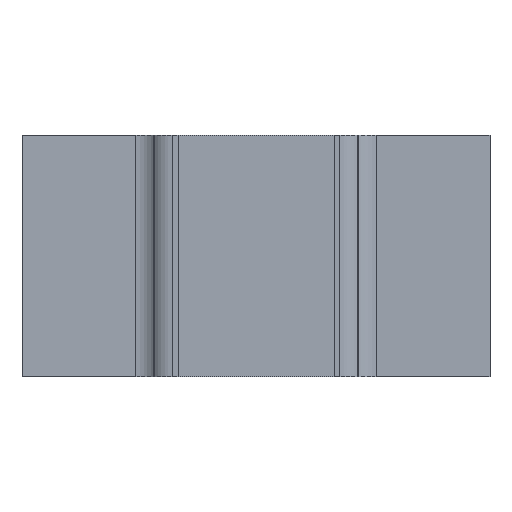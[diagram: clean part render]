
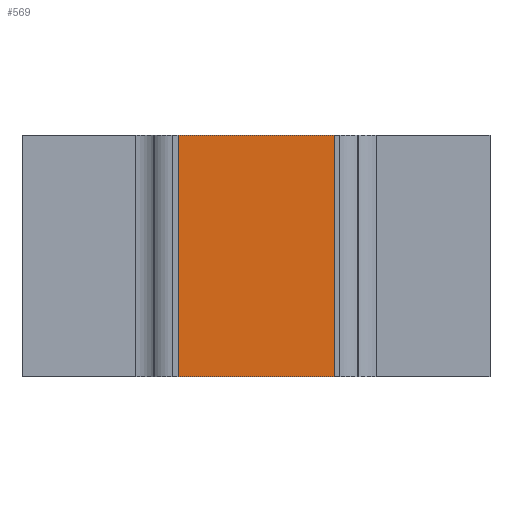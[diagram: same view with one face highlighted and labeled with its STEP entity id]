
A CAD part, top view. The second image highlights one B-rep face of the part: STEP entity #569.
In plain terms, the highlighted planar face has unit normal (0, 0, 1).
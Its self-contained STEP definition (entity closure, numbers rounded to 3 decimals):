
#39=PLANE($,#624);
#71=FACE_OUTER_BOUND($,#103,.T.);
#103=EDGE_LOOP($,(#511,#512,#513,#514));
#159=LINE($,#930,#221);
#160=LINE($,#932,#222);
#161=LINE($,#934,#223);
#162=LINE($,#935,#224);
#221=VECTOR($,#768,5.);
#222=VECTOR($,#769,7.75);
#223=VECTOR($,#770,5.);
#224=VECTOR($,#771,7.75);
#293=VERTEX_POINT($,#928);
#294=VERTEX_POINT($,#929);
#295=VERTEX_POINT($,#931);
#296=VERTEX_POINT($,#933);
#367=EDGE_CURVE($,#293,#294,#159,.T.);
#368=EDGE_CURVE($,#295,#294,#160,.T.);
#369=EDGE_CURVE($,#296,#295,#161,.T.);
#370=EDGE_CURVE($,#296,#293,#162,.T.);
#511=ORIENTED_EDGE($,*,*,#367,.T.);
#512=ORIENTED_EDGE($,*,*,#368,.F.);
#513=ORIENTED_EDGE($,*,*,#369,.F.);
#514=ORIENTED_EDGE($,*,*,#370,.T.);
#569=ADVANCED_FACE($,(#71),#39,.T.);
#624=AXIS2_PLACEMENT_3D($,#927,#766,#767);
#766=DIRECTION('center_axis',(0.,0.,1.));
#767=DIRECTION('ref_axis',(-1.,0.,0.));
#768=DIRECTION($,(1.,0.,0.));
#769=DIRECTION($,(0.,-1.,0.));
#770=DIRECTION($,(1.,0.,0.));
#771=DIRECTION($,(0.,-1.,0.));
#927=CARTESIAN_POINT('Origin',(2.5,7.75,1.338));
#928=CARTESIAN_POINT('',(-2.5,0.,1.338));
#929=CARTESIAN_POINT('',(2.5,0.,1.338));
#930=CARTESIAN_POINT($,(1.25,0.,1.338));
#931=CARTESIAN_POINT('',(2.5,7.75,1.338));
#932=CARTESIAN_POINT($,(2.5,7.75,1.338));
#933=CARTESIAN_POINT('',(-2.5,7.75,1.338));
#934=CARTESIAN_POINT($,(-2.5,7.75,1.338));
#935=CARTESIAN_POINT($,(-2.5,7.75,1.338));
